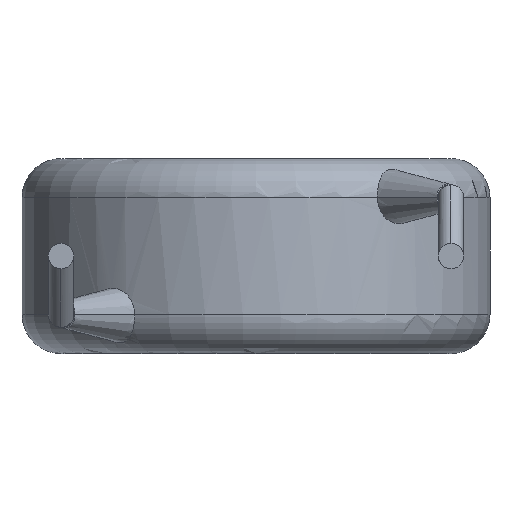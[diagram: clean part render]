
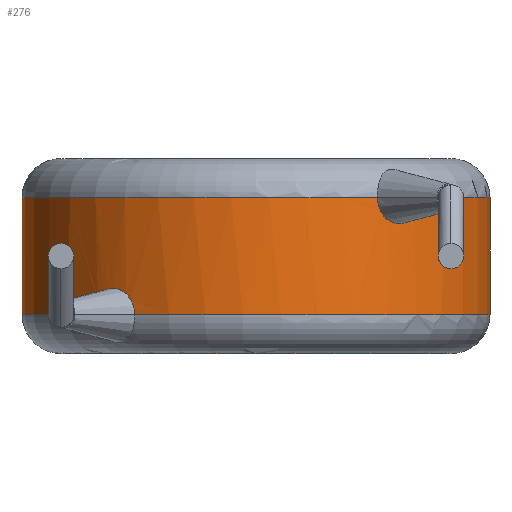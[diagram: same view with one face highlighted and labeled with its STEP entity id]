
A CAD part, front view. The second image highlights one B-rep face of the part: STEP entity #276.
In plain terms, the highlighted cylindrical face has radius 6 mm (diameter 12 mm), a partial arc.
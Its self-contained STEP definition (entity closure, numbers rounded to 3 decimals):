
#71 = CARTESIAN_POINT ( 'NONE',  ( 4.132, -4.352, 3.648 ) ) ;
#82 = CARTESIAN_POINT ( 'NONE',  ( 3.809, -4.636, 3.345 ) ) ;
#93 = AXIS2_PLACEMENT_3D ( 'NONE', #3983, #194, #2756 ) ;
#147 = VECTOR ( 'NONE', #483, 1000. ) ;
#194 = DIRECTION ( 'NONE',  ( 0., 0., 1. ) ) ;
#195 = VERTEX_POINT ( 'NONE', #201 ) ;
#201 = CARTESIAN_POINT ( 'NONE',  ( 6., 0., 4. ) ) ;
#265 = CARTESIAN_POINT ( 'NONE',  ( -3.991, -4.481, 1.539 ) ) ;
#276 = ADVANCED_FACE ( 'NONE', ( #1150 ), #2337, .T. ) ;
#302 = CIRCLE ( 'NONE', #3509, 6. ) ;
#392 = CARTESIAN_POINT ( 'NONE',  ( 0., 0., 1. ) ) ;
#398 = LINE ( 'NONE', #2392, #1574 ) ;
#483 = DIRECTION ( 'NONE',  ( 0., 0., -1. ) ) ;
#503 = EDGE_CURVE ( 'NONE', #3214, #3007, #735, .T. ) ;
#537 = CARTESIAN_POINT ( 'NONE',  ( 0., 0., 5. ) ) ;
#593 = DIRECTION ( 'NONE',  ( 0., 0., -1. ) ) ;
#723 = ORIENTED_EDGE ( 'NONE', *, *, #4190, .T. ) ;
#735 = LINE ( 'NONE', #3772, #147 ) ;
#738 = B_SPLINE_CURVE_WITH_KNOTS ( 'NONE', 3,
 ( #2497, #1503, #4138, #2157, #1169, #1188, #2942, #940, #2890, #3568, #265, #1862, #914, #3904 ),
 .UNSPECIFIED., .F., .F.,
 ( 4, 2, 2, 2, 2, 2, 4 ),
 ( 0., 0., 0.001, 0.001, 0.001, 0.002, 0.002 ),
 .UNSPECIFIED. ) ;
#797 = DIRECTION ( 'NONE',  ( 0., 0., -1. ) ) ;
#828 = DIRECTION ( 'NONE',  ( -1., 0., 0. ) ) ;
#914 = CARTESIAN_POINT ( 'NONE',  ( -4.184, -4.3, 1.179 ) ) ;
#923 = CIRCLE ( 'NONE', #93, 6. ) ;
#940 = CARTESIAN_POINT ( 'NONE',  ( -3.741, -4.692, 1.672 ) ) ;
#1000 = CARTESIAN_POINT ( 'NONE',  ( 3.185, -5.085, 3.66 ) ) ;
#1150 = FACE_OUTER_BOUND ( 'NONE', #1579, .T. ) ;
#1167 = DIRECTION ( 'NONE',  ( 0., 0., -1. ) ) ;
#1169 = CARTESIAN_POINT ( 'NONE',  ( -3.228, -5.058, 1.415 ) ) ;
#1188 = CARTESIAN_POINT ( 'NONE',  ( -3.386, -4.955, 1.6 ) ) ;
#1222 = DIRECTION ( 'NONE',  ( 1., 0., 0. ) ) ;
#1290 = EDGE_CURVE ( 'NONE', #4180, #2916, #302, .T. ) ;
#1301 = VERTEX_POINT ( 'NONE', #2035 ) ;
#1319 = CARTESIAN_POINT ( 'NONE',  ( 4.184, -4.3, 3.821 ) ) ;
#1340 = CARTESIAN_POINT ( 'NONE',  ( 3.991, -4.481, 3.461 ) ) ;
#1415 = ORIENTED_EDGE ( 'NONE', *, *, #2987, .T. ) ;
#1436 = CARTESIAN_POINT ( 'NONE',  ( -6., 0., 1. ) ) ;
#1503 = CARTESIAN_POINT ( 'NONE',  ( -3.111, -5.13, 1.089 ) ) ;
#1574 = VECTOR ( 'NONE', #3104, 1000. ) ;
#1579 = EDGE_LOOP ( 'NONE', ( #2220, #2375, #2605, #723, #3738, #1415, #1996, #1920 ) ) ;
#1770 = AXIS2_PLACEMENT_3D ( 'NONE', #2581, #593, #3596 ) ;
#1862 = CARTESIAN_POINT ( 'NONE',  ( -4.132, -4.352, 1.352 ) ) ;
#1876 = AXIS2_PLACEMENT_3D ( 'NONE', #537, #1167, #828 ) ;
#1920 = ORIENTED_EDGE ( 'NONE', *, *, #1290, .T. ) ;
#1996 = ORIENTED_EDGE ( 'NONE', *, *, #3134, .F. ) ;
#2003 = CARTESIAN_POINT ( 'NONE',  ( 4.184, -4.3, 4. ) ) ;
#2025 = CARTESIAN_POINT ( 'NONE',  ( 3.111, -5.13, 3.911 ) ) ;
#2035 = CARTESIAN_POINT ( 'NONE',  ( 3.111, -5.13, 4. ) ) ;
#2157 = CARTESIAN_POINT ( 'NONE',  ( -3.185, -5.085, 1.34 ) ) ;
#2209 = CARTESIAN_POINT ( 'NONE',  ( -4.184, -4.3, 1. ) ) ;
#2220 = ORIENTED_EDGE ( 'NONE', *, *, #3924, .F. ) ;
#2337 = CYLINDRICAL_SURFACE ( 'NONE', #1876, 6. ) ;
#2375 = ORIENTED_EDGE ( 'NONE', *, *, #3789, .T. ) ;
#2378 = CARTESIAN_POINT ( 'NONE',  ( 0., 0., 4. ) ) ;
#2392 = CARTESIAN_POINT ( 'NONE',  ( 6., 0., 5. ) ) ;
#2428 = VERTEX_POINT ( 'NONE', #2765 ) ;
#2432 = DIRECTION ( 'NONE',  ( 1., 0., 0. ) ) ;
#2497 = CARTESIAN_POINT ( 'NONE',  ( -3.111, -5.13, 1. ) ) ;
#2543 = AXIS2_PLACEMENT_3D ( 'NONE', #2378, #797, #2432 ) ;
#2581 = CARTESIAN_POINT ( 'NONE',  ( 0., 0., 4. ) ) ;
#2600 = CARTESIAN_POINT ( 'NONE',  ( -6., 0., 4. ) ) ;
#2605 = ORIENTED_EDGE ( 'NONE', *, *, #2769, .F. ) ;
#2626 = CARTESIAN_POINT ( 'NONE',  ( 6., 0., 1. ) ) ;
#2692 = CARTESIAN_POINT ( 'NONE',  ( 3.935, -4.53, 3.412 ) ) ;
#2699 = DIRECTION ( 'NONE',  ( 0., 0., 1. ) ) ;
#2756 = DIRECTION ( 'NONE',  ( 1., 0., 0. ) ) ;
#2765 = CARTESIAN_POINT ( 'NONE',  ( 4.184, -4.3, 4. ) ) ;
#2769 = EDGE_CURVE ( 'NONE', #1301, #2428, #2977, .T. ) ;
#2868 = CIRCLE ( 'NONE', #1770, 6. ) ;
#2890 = CARTESIAN_POINT ( 'NONE',  ( -3.809, -4.636, 1.655 ) ) ;
#2916 = VERTEX_POINT ( 'NONE', #2626 ) ;
#2942 = CARTESIAN_POINT ( 'NONE',  ( -3.531, -4.854, 1.672 ) ) ;
#2977 = B_SPLINE_CURVE_WITH_KNOTS ( 'NONE', 3,
 ( #3042, #2025, #3006, #1000, #3974, #3340, #3360, #3350, #82, #2692, #1340, #71, #1319, #2003 ),
 .UNSPECIFIED., .F., .F.,
 ( 4, 2, 2, 2, 2, 2, 4 ),
 ( 0., 0., 0.001, 0.001, 0.001, 0.002, 0.002 ),
 .UNSPECIFIED. ) ;
#2987 = EDGE_CURVE ( 'NONE', #3007, #3171, #923, .T. ) ;
#3006 = CARTESIAN_POINT ( 'NONE',  ( 3.127, -5.121, 3.823 ) ) ;
#3007 = VERTEX_POINT ( 'NONE', #1436 ) ;
#3042 = CARTESIAN_POINT ( 'NONE',  ( 3.111, -5.13, 4. ) ) ;
#3104 = DIRECTION ( 'NONE',  ( 0., 0., -1. ) ) ;
#3134 = EDGE_CURVE ( 'NONE', #4180, #3171, #738, .T. ) ;
#3171 = VERTEX_POINT ( 'NONE', #2209 ) ;
#3214 = VERTEX_POINT ( 'NONE', #2600 ) ;
#3340 = CARTESIAN_POINT ( 'NONE',  ( 3.386, -4.955, 3.4 ) ) ;
#3350 = CARTESIAN_POINT ( 'NONE',  ( 3.741, -4.692, 3.328 ) ) ;
#3360 = CARTESIAN_POINT ( 'NONE',  ( 3.531, -4.854, 3.328 ) ) ;
#3450 = CIRCLE ( 'NONE', #2543, 6. ) ;
#3509 = AXIS2_PLACEMENT_3D ( 'NONE', #392, #2699, #1222 ) ;
#3568 = CARTESIAN_POINT ( 'NONE',  ( -3.935, -4.53, 1.588 ) ) ;
#3596 = DIRECTION ( 'NONE',  ( 1., 0., 0. ) ) ;
#3738 = ORIENTED_EDGE ( 'NONE', *, *, #503, .T. ) ;
#3772 = CARTESIAN_POINT ( 'NONE',  ( -6., 0., 5. ) ) ;
#3789 = EDGE_CURVE ( 'NONE', #195, #2428, #3450, .T. ) ;
#3904 = CARTESIAN_POINT ( 'NONE',  ( -4.184, -4.3, 1. ) ) ;
#3924 = EDGE_CURVE ( 'NONE', #195, #2916, #398, .T. ) ;
#3974 = CARTESIAN_POINT ( 'NONE',  ( 3.228, -5.058, 3.585 ) ) ;
#3983 = CARTESIAN_POINT ( 'NONE',  ( 0., 0., 1. ) ) ;
#4138 = CARTESIAN_POINT ( 'NONE',  ( -3.127, -5.121, 1.177 ) ) ;
#4180 = VERTEX_POINT ( 'NONE', #4181 ) ;
#4181 = CARTESIAN_POINT ( 'NONE',  ( -3.111, -5.13, 1. ) ) ;
#4190 = EDGE_CURVE ( 'NONE', #1301, #3214, #2868, .T. ) ;
